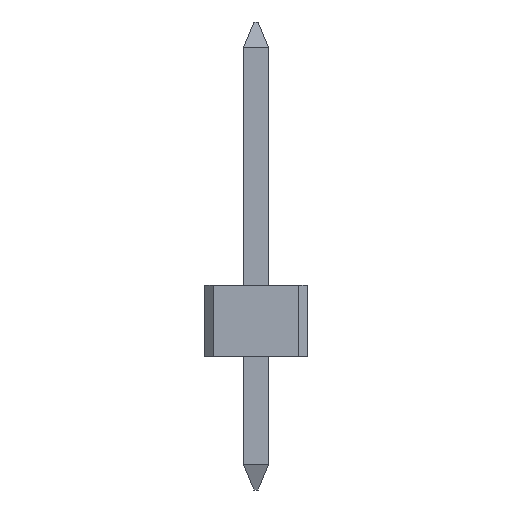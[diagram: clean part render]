
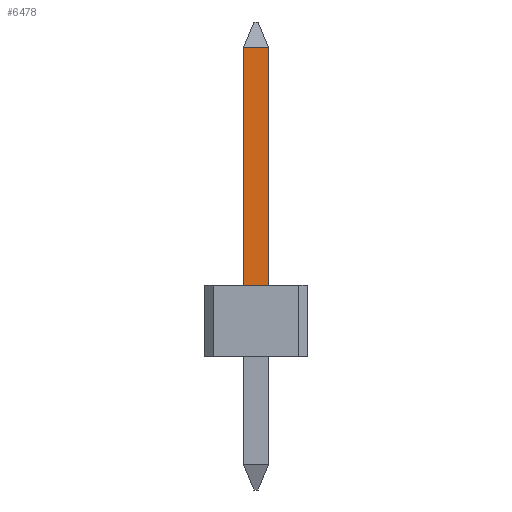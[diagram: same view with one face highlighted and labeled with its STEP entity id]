
A CAD part, left-side view. The second image highlights one B-rep face of the part: STEP entity #6478.
In plain terms, the highlighted planar face has unit normal (-1, 0, 0).
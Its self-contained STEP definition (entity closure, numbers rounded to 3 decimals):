
#6439=CARTESIAN_POINT('',(-0.3,-0.3,-8.5));
#6440=DIRECTION('',(-1.0,0.0,0.0));
#6441=DIRECTION('',(0.0,0.0,1.0));
#6442=AXIS2_PLACEMENT_3D('',#6439,#6440,#6441);
#6443=PLANE('',#6442);
#6444=CARTESIAN_POINT('',(-0.3,0.3,7.4));
#6445=VERTEX_POINT('',#6444);
#6446=CARTESIAN_POINT('',(-0.3,-0.3,7.4));
#6447=VERTEX_POINT('',#6446);
#6448=CARTESIAN_POINT('',(-0.3,0.3,7.4));
#6449=DIRECTION('',(0.0,-1.0,0.0));
#6450=VECTOR('',#6449,0.6);
#6451=LINE('',#6448,#6450);
#6452=EDGE_CURVE('',#6445,#6447,#6451,.T.);
#6453=ORIENTED_EDGE('',*,*,#6452,.F.);
#6454=CARTESIAN_POINT('',(-0.3,0.3,1.7));
#6455=VERTEX_POINT('',#6454);
#6456=CARTESIAN_POINT('',(-0.3,0.3,1.7));
#6457=DIRECTION('',(0.0,0.0,1.0));
#6458=VECTOR('',#6457,5.7);
#6459=LINE('',#6456,#6458);
#6460=EDGE_CURVE('',#6455,#6445,#6459,.T.);
#6461=ORIENTED_EDGE('',*,*,#6460,.F.);
#6462=CARTESIAN_POINT('',(-0.3,-0.3,1.7));
#6463=VERTEX_POINT('',#6462);
#6464=CARTESIAN_POINT('',(-0.3,-0.3,1.7));
#6465=DIRECTION('',(0.0,1.0,0.0));
#6466=VECTOR('',#6465,0.6);
#6467=LINE('',#6464,#6466);
#6468=EDGE_CURVE('',#6463,#6455,#6467,.T.);
#6469=ORIENTED_EDGE('',*,*,#6468,.F.);
#6470=CARTESIAN_POINT('',(-0.3,-0.3,1.7));
#6471=DIRECTION('',(0.0,0.0,1.0));
#6472=VECTOR('',#6471,5.7);
#6473=LINE('',#6470,#6472);
#6474=EDGE_CURVE('',#6463,#6447,#6473,.T.);
#6475=ORIENTED_EDGE('',*,*,#6474,.T.);
#6476=EDGE_LOOP('',(#6453,#6461,#6469,#6475));
#6477=FACE_OUTER_BOUND('',#6476,.T.);
#6478=ADVANCED_FACE('',(#6477),#6443,.T.);
